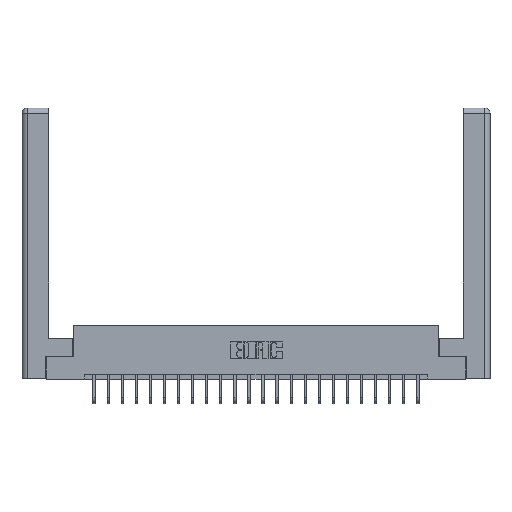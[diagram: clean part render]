
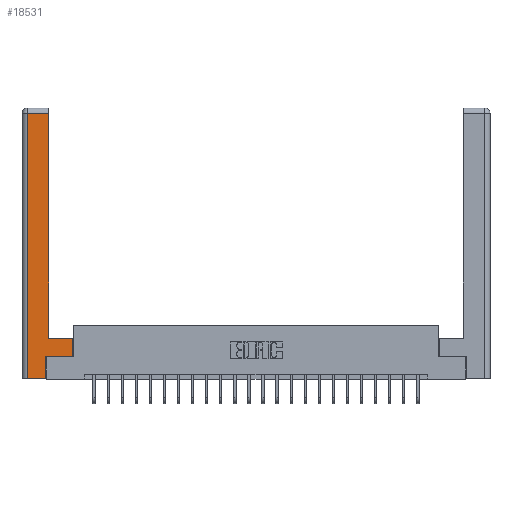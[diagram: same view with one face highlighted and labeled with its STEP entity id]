
A CAD part, top view. The second image highlights one B-rep face of the part: STEP entity #18531.
In plain terms, the highlighted planar face has unit normal (0, 0, 1).
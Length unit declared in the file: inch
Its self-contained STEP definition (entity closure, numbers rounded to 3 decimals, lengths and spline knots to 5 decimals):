
#314 = DIRECTION ( 'NONE',  ( 0., 1., 0. ) ) ;
#320 = DIRECTION ( 'NONE',  ( -1., 0., 0. ) ) ;
#485 = ORIENTED_EDGE ( 'NONE', *, *, #7678, .T. ) ;
#996 = EDGE_CURVE ( 'NONE', #5608, #15990, #8404, .T. ) ;
#1001 = EDGE_CURVE ( 'NONE', #5294, #2758, #2874, .T. ) ;
#1020 = VECTOR ( 'NONE', #23561, 39.37008 ) ;
#1100 = VECTOR ( 'NONE', #6619, 39.37008 ) ;
#2005 = EDGE_CURVE ( 'NONE', #2758, #5608, #15675, .T. ) ;
#2083 = CARTESIAN_POINT ( 'NONE',  ( 0.295, 0.45, 0. ) ) ;
#2502 = LINE ( 'NONE', #5325, #7124 ) ;
#2566 = CARTESIAN_POINT ( 'NONE',  ( 0.295, 2.94, 0. ) ) ;
#2708 = CARTESIAN_POINT ( 'NONE',  ( 0.565, 0.245, 0. ) ) ;
#2719 = ORIENTED_EDGE ( 'NONE', *, *, #17939, .T. ) ;
#2758 = VERTEX_POINT ( 'NONE', #7437 ) ;
#2872 = CARTESIAN_POINT ( 'NONE',  ( 0.565, 0.45, 0. ) ) ;
#2874 = LINE ( 'NONE', #23460, #1020 ) ;
#4109 = VERTEX_POINT ( 'NONE', #2083 ) ;
#4110 = FACE_OUTER_BOUND ( 'NONE', #16882, .T. ) ;
#4318 = VERTEX_POINT ( 'NONE', #23641 ) ;
#4406 = EDGE_CURVE ( 'NONE', #4109, #5294, #18068, .T. ) ;
#4686 = ORIENTED_EDGE ( 'NONE', *, *, #4406, .T. ) ;
#5294 = VERTEX_POINT ( 'NONE', #2566 ) ;
#5325 = CARTESIAN_POINT ( 'NONE',  ( 0.265, 0.245, 0. ) ) ;
#5608 = VERTEX_POINT ( 'NONE', #21158 ) ;
#6160 = DIRECTION ( 'NONE',  ( 0., 0., -1. ) ) ;
#6619 = DIRECTION ( 'NONE',  ( 1., 0., 0. ) ) ;
#7124 = VECTOR ( 'NONE', #18802, 39.37008 ) ;
#7437 = CARTESIAN_POINT ( 'NONE',  ( 0.0615, 2.94, 0. ) ) ;
#7678 = EDGE_CURVE ( 'NONE', #23341, #4318, #15428, .T. ) ;
#8404 = LINE ( 'NONE', #21095, #9918 ) ;
#8792 = LINE ( 'NONE', #16045, #1100 ) ;
#9674 = CARTESIAN_POINT ( 'NONE',  ( 0.295, 0.45, 0. ) ) ;
#9918 = VECTOR ( 'NONE', #17501, 39.37008 ) ;
#10084 = PLANE ( 'NONE',  #13222 ) ;
#10462 = VECTOR ( 'NONE', #11012, 39.37008 ) ;
#10738 = DIRECTION ( 'NONE',  ( 0., 1., 0. ) ) ;
#10826 = CARTESIAN_POINT ( 'NONE',  ( 0.0615, 0., 0. ) ) ;
#11012 = DIRECTION ( 'NONE',  ( 0., -1., 0. ) ) ;
#11658 = CARTESIAN_POINT ( 'NONE',  ( 0.265, 0.245, 0. ) ) ;
#12029 = CARTESIAN_POINT ( 'NONE',  ( 0., 0., 0. ) ) ;
#12815 = VECTOR ( 'NONE', #314, 39.37008 ) ;
#13081 = VERTEX_POINT ( 'NONE', #11658 ) ;
#13222 = AXIS2_PLACEMENT_3D ( 'NONE', #12029, #6160, #320 ) ;
#15428 = LINE ( 'NONE', #2872, #15521 ) ;
#15521 = VECTOR ( 'NONE', #10738, 39.37008 ) ;
#15675 = LINE ( 'NONE', #10826, #10462 ) ;
#15990 = VERTEX_POINT ( 'NONE', #20582 ) ;
#16045 = CARTESIAN_POINT ( 'NONE',  ( 0.565, 0.245, 0. ) ) ;
#16882 = EDGE_LOOP ( 'NONE', ( #4686, #21157, #21537, #20880, #18021, #20187, #485, #2719 ) ) ;
#16931 = EDGE_CURVE ( 'NONE', #15990, #13081, #2502, .T. ) ;
#17501 = DIRECTION ( 'NONE',  ( 1., 0., 0. ) ) ;
#17706 = CARTESIAN_POINT ( 'NONE',  ( 0.295, 3., 0. ) ) ;
#17939 = EDGE_CURVE ( 'NONE', #4318, #4109, #18892, .T. ) ;
#18021 = ORIENTED_EDGE ( 'NONE', *, *, #16931, .T. ) ;
#18068 = LINE ( 'NONE', #17706, #12815 ) ;
#18531 = ADVANCED_FACE ( 'NONE', ( #4110 ), #10084, .F. ) ;
#18802 = DIRECTION ( 'NONE',  ( 0., 1., 0. ) ) ;
#18892 = LINE ( 'NONE', #9674, #24682 ) ;
#19399 = DIRECTION ( 'NONE',  ( -1., 0., 0. ) ) ;
#20187 = ORIENTED_EDGE ( 'NONE', *, *, #24798, .T. ) ;
#20582 = CARTESIAN_POINT ( 'NONE',  ( 0.265, 0., 0. ) ) ;
#20880 = ORIENTED_EDGE ( 'NONE', *, *, #996, .T. ) ;
#21095 = CARTESIAN_POINT ( 'NONE',  ( 0.265, 0., 0. ) ) ;
#21157 = ORIENTED_EDGE ( 'NONE', *, *, #1001, .T. ) ;
#21158 = CARTESIAN_POINT ( 'NONE',  ( 0.0615, 0., 0. ) ) ;
#21537 = ORIENTED_EDGE ( 'NONE', *, *, #2005, .T. ) ;
#23341 = VERTEX_POINT ( 'NONE', #2708 ) ;
#23460 = CARTESIAN_POINT ( 'NONE',  ( 0.0615, 2.94, 0. ) ) ;
#23561 = DIRECTION ( 'NONE',  ( -1., 0., 0. ) ) ;
#23641 = CARTESIAN_POINT ( 'NONE',  ( 0.565, 0.45, 0. ) ) ;
#24682 = VECTOR ( 'NONE', #19399, 39.37008 ) ;
#24798 = EDGE_CURVE ( 'NONE', #13081, #23341, #8792, .T. ) ;
